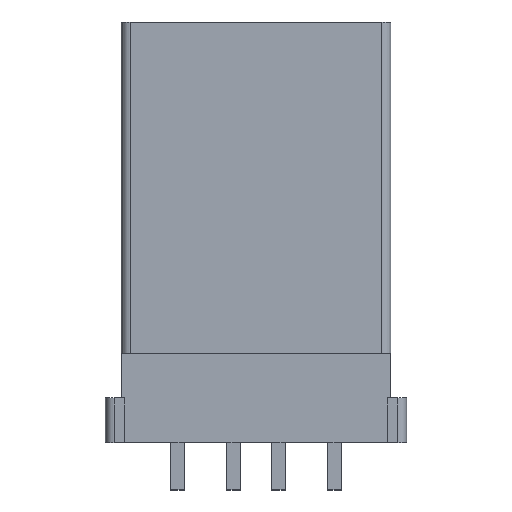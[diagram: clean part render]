
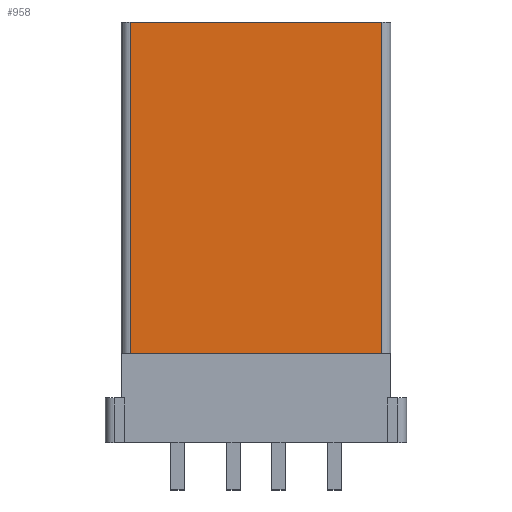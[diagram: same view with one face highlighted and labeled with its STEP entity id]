
A CAD part, top view. The second image highlights one B-rep face of the part: STEP entity #958.
In plain terms, the highlighted planar face has unit normal (0, 0, 1).
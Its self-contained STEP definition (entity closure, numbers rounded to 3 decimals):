
#30 = DIRECTION ( 'NONE',  ( 0., -1., 0. ) ) ;
#43 = VECTOR ( 'NONE', #1105, 1000. ) ;
#97 = EDGE_CURVE ( 'NONE', #1604, #695, #1356, .T. ) ;
#155 = CARTESIAN_POINT ( 'NONE',  ( -5.6, 0., 4.5 ) ) ;
#210 = DIRECTION ( 'NONE',  ( 0., 1., 0. ) ) ;
#222 = EDGE_CURVE ( 'NONE', #1707, #1604, #961, .T. ) ;
#228 = CARTESIAN_POINT ( 'NONE',  ( 5.6, 0., 4.5 ) ) ;
#232 = EDGE_CURVE ( 'NONE', #695, #824, #1134, .T. ) ;
#320 = CARTESIAN_POINT ( 'NONE',  ( -6., -7.375, 4.5 ) ) ;
#323 = PLANE ( 'NONE',  #1656 ) ;
#421 = EDGE_LOOP ( 'NONE', ( #1691, #1285, #1552, #1029 ) ) ;
#568 = EDGE_CURVE ( 'NONE', #824, #1707, #1008, .T. ) ;
#586 = CARTESIAN_POINT ( 'NONE',  ( 0., 0., 4.5 ) ) ;
#640 = CARTESIAN_POINT ( 'NONE',  ( -5.6, -7.375, 4.5 ) ) ;
#695 = VERTEX_POINT ( 'NONE', #640 ) ;
#703 = VECTOR ( 'NONE', #1505, 1000. ) ;
#727 = CARTESIAN_POINT ( 'NONE',  ( -6., 7.375, 4.5 ) ) ;
#794 = VECTOR ( 'NONE', #210, 1000. ) ;
#824 = VERTEX_POINT ( 'NONE', #1392 ) ;
#848 = DIRECTION ( 'NONE',  ( 0., 0., -1. ) ) ;
#958 = ADVANCED_FACE ( 'NONE', ( #1108 ), #323, .F. ) ;
#961 = LINE ( 'NONE', #727, #703 ) ;
#984 = CARTESIAN_POINT ( 'NONE',  ( -5.6, 7.375, 4.5 ) ) ;
#1008 = LINE ( 'NONE', #228, #794 ) ;
#1029 = ORIENTED_EDGE ( 'NONE', *, *, #97, .T. ) ;
#1036 = VECTOR ( 'NONE', #30, 1000. ) ;
#1102 = CARTESIAN_POINT ( 'NONE',  ( 5.6, 7.375, 4.5 ) ) ;
#1105 = DIRECTION ( 'NONE',  ( 1., 0., 0. ) ) ;
#1108 = FACE_OUTER_BOUND ( 'NONE', #421, .T. ) ;
#1134 = LINE ( 'NONE', #320, #43 ) ;
#1285 = ORIENTED_EDGE ( 'NONE', *, *, #568, .T. ) ;
#1356 = LINE ( 'NONE', #155, #1036 ) ;
#1384 = DIRECTION ( 'NONE',  ( -1., 0., 0. ) ) ;
#1392 = CARTESIAN_POINT ( 'NONE',  ( 5.6, -7.375, 4.5 ) ) ;
#1505 = DIRECTION ( 'NONE',  ( -1., 0., 0. ) ) ;
#1552 = ORIENTED_EDGE ( 'NONE', *, *, #222, .T. ) ;
#1604 = VERTEX_POINT ( 'NONE', #984 ) ;
#1656 = AXIS2_PLACEMENT_3D ( 'NONE', #586, #848, #1384 ) ;
#1691 = ORIENTED_EDGE ( 'NONE', *, *, #232, .T. ) ;
#1707 = VERTEX_POINT ( 'NONE', #1102 ) ;
